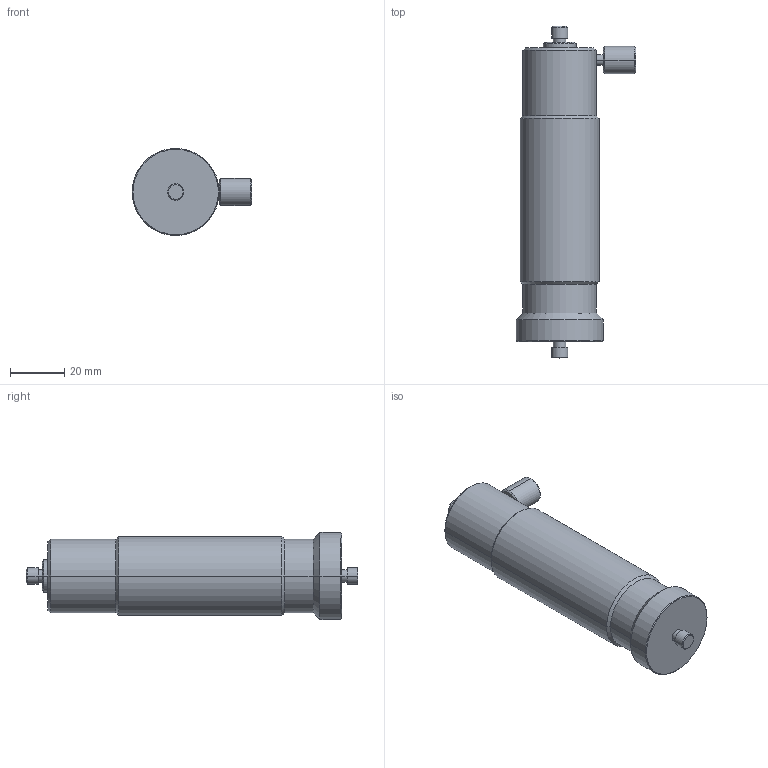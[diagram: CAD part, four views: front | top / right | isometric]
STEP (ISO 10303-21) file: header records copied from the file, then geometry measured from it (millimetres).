
FILE_DESCRIPTION (( 'STEP AP203' ), '1' );
FILE_NAME ('GCM-0104M 俋倰芞.STEP', '2017-01-25T08:39:44', ( 'Lxtx999.CoM' ), ( 'Lxtx999.CoM' ), 'SwSTEP 2.0', 'SolidWorks 2012', '' );
FILE_SCHEMA (( 'CONFIG_CONTROL_DESIGN' ));
Length unit declared in the file: millimetre
Products named in the file (1): GCM-0104M 俋倰芞
Bounding box: 44 x 122 x 32 mm (x, y, z)
Volume: 70566.5 mm3; surface area: 20091.5 mm2
Topology: 2 solids, 2 shells, 57 faces, 113 edges, 66 vertices
Faces by surface type: cylinder 24, cone 22, plane 11
Entity records: 1590 total; most frequent: CARTESIAN_POINT 295, DIRECTION 287, ORIENTED_EDGE 226, AXIS2_PLACEMENT_3D 120, EDGE_CURVE 113, VERTEX_POINT 66, EDGE_LOOP 63, CIRCLE 62
